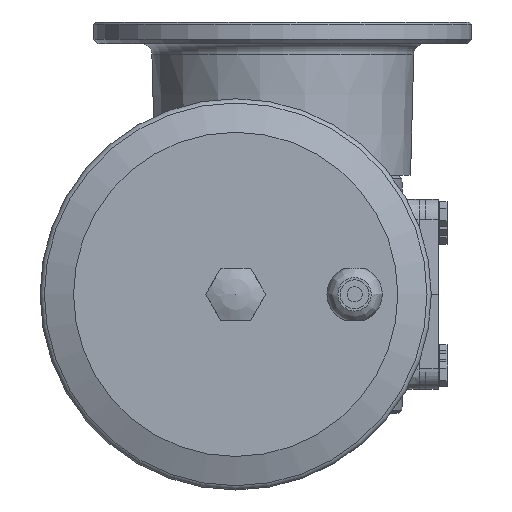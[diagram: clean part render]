
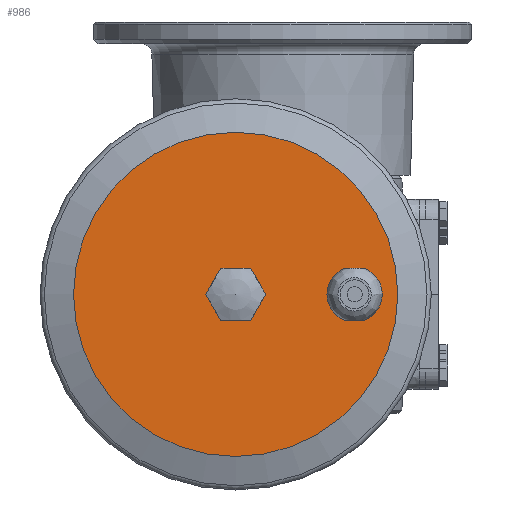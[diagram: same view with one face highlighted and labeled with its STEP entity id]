
A CAD part, left-side view. The second image highlights one B-rep face of the part: STEP entity #986.
In plain terms, the highlighted planar face has unit normal (-1, 0, 0).
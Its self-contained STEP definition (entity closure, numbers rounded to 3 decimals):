
#986 = ADVANCED_FACE( '', ( #2834, #2835, #2836 ), #2837, .T. );
#2834 = FACE_BOUND( '', #6055, .T. );
#2835 = FACE_OUTER_BOUND( '', #6056, .T. );
#2836 = FACE_BOUND( '', #6057, .T. );
#2837 = PLANE( '', #6058 );
#6055 = EDGE_LOOP( '', ( #18306, #18307, #18308, #18309 ) );
#6056 = EDGE_LOOP( '', ( #18310 ) );
#6057 = EDGE_LOOP( '', ( #18311, #18312, #18313, #18314, #18315, #18316 ) );
#6058 = AXIS2_PLACEMENT_3D( '', #18317, #18318, #18319 );
#18306 = ORIENTED_EDGE( '', *, *, #24794, .F. );
#18307 = ORIENTED_EDGE( '', *, *, #24799, .F. );
#18308 = ORIENTED_EDGE( '', *, *, #24800, .F. );
#18309 = ORIENTED_EDGE( '', *, *, #24801, .T. );
#18310 = ORIENTED_EDGE( '', *, *, #24802, .T. );
#18311 = ORIENTED_EDGE( '', *, *, #24803, .T. );
#18312 = ORIENTED_EDGE( '', *, *, #24804, .T. );
#18313 = ORIENTED_EDGE( '', *, *, #24805, .T. );
#18314 = ORIENTED_EDGE( '', *, *, #24806, .T. );
#18315 = ORIENTED_EDGE( '', *, *, #24807, .T. );
#18316 = ORIENTED_EDGE( '', *, *, #24808, .T. );
#18317 = CARTESIAN_POINT( '', ( -522.5, -53.2, 0. ) );
#18318 = DIRECTION( '', ( -1., 0., 0. ) );
#18319 = DIRECTION( '', ( 0., -1., 0. ) );
#24794 = EDGE_CURVE( '', #27530, #27531, #27532, .T. );
#24799 = EDGE_CURVE( '', #27539, #27530, #27540, .T. );
#24800 = EDGE_CURVE( '', #27541, #27539, #27542, .T. );
#24801 = EDGE_CURVE( '', #27541, #27531, #27543, .T. );
#24802 = EDGE_CURVE( '', #27544, #27544, #27545, .T. );
#24803 = EDGE_CURVE( '', #27546, #27547, #27548, .T. );
#24804 = EDGE_CURVE( '', #27547, #27549, #27550, .T. );
#24805 = EDGE_CURVE( '', #27549, #27551, #27552, .T. );
#24806 = EDGE_CURVE( '', #27551, #27553, #27554, .T. );
#24807 = EDGE_CURVE( '', #27553, #27555, #27556, .T. );
#24808 = EDGE_CURVE( '', #27555, #27546, #27557, .T. );
#27530 = VERTEX_POINT( '', #31460 );
#27531 = VERTEX_POINT( '', #31461 );
#27532 = CIRCLE( '', #31462, 12.8 );
#27539 = VERTEX_POINT( '', #31471 );
#27540 = LINE( '', #31472, #31473 );
#27541 = VERTEX_POINT( '', #31474 );
#27542 = CIRCLE( '', #31475, 12.8 );
#27543 = LINE( '', #31476, #31477 );
#27544 = VERTEX_POINT( '', #31478 );
#27545 = CIRCLE( '', #31479, 75. );
#27546 = VERTEX_POINT( '', #31480 );
#27547 = VERTEX_POINT( '', #31481 );
#27548 = LINE( '', #31482, #31483 );
#27549 = VERTEX_POINT( '', #31484 );
#27550 = LINE( '', #31485, #31486 );
#27551 = VERTEX_POINT( '', #31487 );
#27552 = LINE( '', #31488, #31489 );
#27553 = VERTEX_POINT( '', #31490 );
#27554 = LINE( '', #31491, #31492 );
#27555 = VERTEX_POINT( '', #31493 );
#27556 = LINE( '', #31494, #31495 );
#27557 = LINE( '', #31496, #31497 );
#31460 = CARTESIAN_POINT( '', ( -522.5, -28.746, 12. ) );
#31461 = CARTESIAN_POINT( '', ( -522.5, -28.746, -12. ) );
#31462 = AXIS2_PLACEMENT_3D( '', #40339, #40340, #40341 );
#31471 = CARTESIAN_POINT( '', ( -522.5, -37.654, 12. ) );
#31472 = CARTESIAN_POINT( '', ( -522.5, -37.654, 12. ) );
#31473 = VECTOR( '', #40347, 1000. );
#31474 = CARTESIAN_POINT( '', ( -522.5, -37.654, -12. ) );
#31475 = AXIS2_PLACEMENT_3D( '', #40348, #40349, #40350 );
#31476 = CARTESIAN_POINT( '', ( -522.5, -37.654, -12. ) );
#31477 = VECTOR( '', #40351, 1000. );
#31478 = CARTESIAN_POINT( '', ( -522.5, -53.2, 0. ) );
#31479 = AXIS2_PLACEMENT_3D( '', #40352, #40353, #40354 );
#31480 = CARTESIAN_POINT( '', ( -522.5, 28.728, -12. ) );
#31481 = CARTESIAN_POINT( '', ( -522.5, 35.656, 0. ) );
#31482 = CARTESIAN_POINT( '', ( -522.5, 28.728, -12. ) );
#31483 = VECTOR( '', #40355, 1000. );
#31484 = CARTESIAN_POINT( '', ( -522.5, 28.728, 12. ) );
#31485 = CARTESIAN_POINT( '', ( -522.5, 35.656, 0. ) );
#31486 = VECTOR( '', #40356, 1000. );
#31487 = CARTESIAN_POINT( '', ( -522.5, 14.872, 12. ) );
#31488 = CARTESIAN_POINT( '', ( -522.5, 28.728, 12. ) );
#31489 = VECTOR( '', #40357, 1000. );
#31490 = CARTESIAN_POINT( '', ( -522.5, 7.944, 0. ) );
#31491 = CARTESIAN_POINT( '', ( -522.5, 14.872, 12. ) );
#31492 = VECTOR( '', #40358, 1000. );
#31493 = CARTESIAN_POINT( '', ( -522.5, 14.872, -12. ) );
#31494 = CARTESIAN_POINT( '', ( -522.5, 7.944, 0. ) );
#31495 = VECTOR( '', #40359, 1000. );
#31496 = CARTESIAN_POINT( '', ( -522.5, 14.872, -12. ) );
#31497 = VECTOR( '', #40360, 1000. );
#40339 = CARTESIAN_POINT( '', ( -522.5, -33.2, 0. ) );
#40340 = DIRECTION( '', ( -1., 0., 0. ) );
#40341 = DIRECTION( '', ( 0., -1., 0. ) );
#40347 = DIRECTION( '', ( 0., 1., 0. ) );
#40348 = CARTESIAN_POINT( '', ( -522.5, -33.2, 0. ) );
#40349 = DIRECTION( '', ( -1., 0., 0. ) );
#40350 = DIRECTION( '', ( 0., -1., 0. ) );
#40351 = DIRECTION( '', ( 0., 1., 0. ) );
#40352 = CARTESIAN_POINT( '', ( -522.5, 21.8, 0. ) );
#40353 = DIRECTION( '', ( -1., 0., 0. ) );
#40354 = DIRECTION( '', ( 0., -1., 0. ) );
#40355 = DIRECTION( '', ( 0., 0.5, 0.866 ) );
#40356 = DIRECTION( '', ( 0., -0.5, 0.866 ) );
#40357 = DIRECTION( '', ( 0., -1., 0. ) );
#40358 = DIRECTION( '', ( 0., -0.5, -0.866 ) );
#40359 = DIRECTION( '', ( 0., 0.5, -0.866 ) );
#40360 = DIRECTION( '', ( 0., 1., 0. ) );
